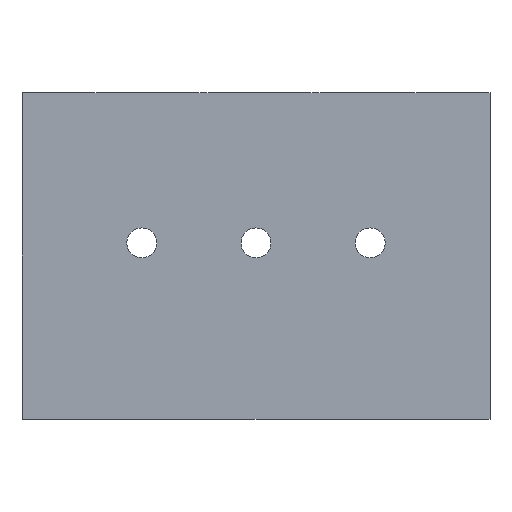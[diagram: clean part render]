
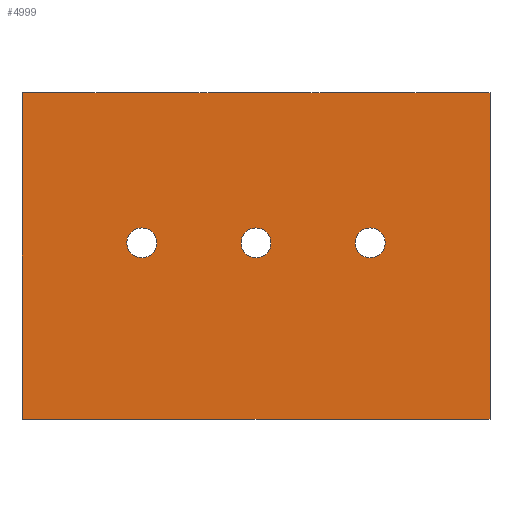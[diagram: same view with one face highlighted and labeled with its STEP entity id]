
A CAD part, front view. The second image highlights one B-rep face of the part: STEP entity #4999.
In plain terms, the highlighted planar face has unit normal (0, -1, 0).
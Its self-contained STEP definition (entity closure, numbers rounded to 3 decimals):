
#154 = DIRECTION ( 'NONE',  ( 0., 0., 1. ) ) ;
#157 = EDGE_CURVE ( 'NONE', #5392, #3847, #4420, .T. ) ;
#186 = CARTESIAN_POINT ( 'NONE',  ( 6.595, 0., -9. ) ) ;
#217 = CARTESIAN_POINT ( 'NONE',  ( 29.825, 0., -21.75 ) ) ;
#223 = DIRECTION ( 'NONE',  ( 0., -1., 0. ) ) ;
#258 = ORIENTED_EDGE ( 'NONE', *, *, #157, .F. ) ;
#370 = AXIS2_PLACEMENT_3D ( 'NONE', #3545, #1017, #3970 ) ;
#415 = EDGE_CURVE ( 'NONE', #3071, #2096, #4220, .T. ) ;
#437 = CIRCLE ( 'NONE', #3903, 1. ) ;
#572 = CIRCLE ( 'NONE', #790, 1. ) ;
#788 = ORIENTED_EDGE ( 'NONE', *, *, #1685, .F. ) ;
#789 = VERTEX_POINT ( 'NONE', #2619 ) ;
#790 = AXIS2_PLACEMENT_3D ( 'NONE', #2780, #223, #3211 ) ;
#962 = DIRECTION ( 'NONE',  ( 0., -1., 0. ) ) ;
#969 = DIRECTION ( 'NONE',  ( 0., -1., 0. ) ) ;
#990 = CARTESIAN_POINT ( 'NONE',  ( 21.835, 0., -11. ) ) ;
#1017 = DIRECTION ( 'NONE',  ( 0., -1., 0. ) ) ;
#1027 = ORIENTED_EDGE ( 'NONE', *, *, #2554, .F. ) ;
#1066 = VERTEX_POINT ( 'NONE', #4161 ) ;
#1150 = FACE_OUTER_BOUND ( 'NONE', #3092, .T. ) ;
#1205 = EDGE_CURVE ( 'NONE', #3525, #5392, #2468, .T. ) ;
#1278 = FACE_BOUND ( 'NONE', #4392, .T. ) ;
#1298 = CARTESIAN_POINT ( 'NONE',  ( 28.43, 0., 0. ) ) ;
#1358 = CARTESIAN_POINT ( 'NONE',  ( 14.215, 0., -10. ) ) ;
#1364 = DIRECTION ( 'NONE',  ( 0., 0., -1. ) ) ;
#1432 = CARTESIAN_POINT ( 'NONE',  ( 28.43, 0., 0. ) ) ;
#1514 = CARTESIAN_POINT ( 'NONE',  ( -1.395, 0., -21.75 ) ) ;
#1518 = EDGE_CURVE ( 'NONE', #1066, #3847, #1910, .T. ) ;
#1533 = AXIS2_PLACEMENT_3D ( 'NONE', #1432, #2702, #154 ) ;
#1685 = EDGE_CURVE ( 'NONE', #1066, #3525, #3218, .T. ) ;
#1786 = CARTESIAN_POINT ( 'NONE',  ( -1.395, 0., -21.75 ) ) ;
#1791 = DIRECTION ( 'NONE',  ( 0., 0., 1. ) ) ;
#1910 = LINE ( 'NONE', #1298, #2884 ) ;
#1936 = CARTESIAN_POINT ( 'NONE',  ( 14.215, 0., -9. ) ) ;
#2006 = ORIENTED_EDGE ( 'NONE', *, *, #4985, .F. ) ;
#2096 = VERTEX_POINT ( 'NONE', #3488 ) ;
#2116 = ORIENTED_EDGE ( 'NONE', *, *, #415, .F. ) ;
#2220 = CARTESIAN_POINT ( 'NONE',  ( 29.825, 0., 0. ) ) ;
#2277 = VECTOR ( 'NONE', #4066, 1000. ) ;
#2287 = PLANE ( 'NONE',  #1533 ) ;
#2293 = CARTESIAN_POINT ( 'NONE',  ( -1.395, 0., 0. ) ) ;
#2299 = EDGE_LOOP ( 'NONE', ( #1027, #3573 ) ) ;
#2330 = CARTESIAN_POINT ( 'NONE',  ( 21.835, 0., -9. ) ) ;
#2396 = ORIENTED_EDGE ( 'NONE', *, *, #4346, .F. ) ;
#2468 = LINE ( 'NONE', #4928, #4752 ) ;
#2507 = CIRCLE ( 'NONE', #3828, 1. ) ;
#2527 = ORIENTED_EDGE ( 'NONE', *, *, #1205, .F. ) ;
#2554 = EDGE_CURVE ( 'NONE', #3213, #2971, #5147, .T. ) ;
#2612 = DIRECTION ( 'NONE',  ( -1., 0., 0. ) ) ;
#2619 = CARTESIAN_POINT ( 'NONE',  ( 14.215, 0., -11. ) ) ;
#2633 = ORIENTED_EDGE ( 'NONE', *, *, #4884, .F. ) ;
#2702 = DIRECTION ( 'NONE',  ( 0., 1., 0. ) ) ;
#2760 = DIRECTION ( 'NONE',  ( -1., 0., 0. ) ) ;
#2780 = CARTESIAN_POINT ( 'NONE',  ( 21.835, 0., -10. ) ) ;
#2884 = VECTOR ( 'NONE', #2612, 1000. ) ;
#2971 = VERTEX_POINT ( 'NONE', #990 ) ;
#3071 = VERTEX_POINT ( 'NONE', #186 ) ;
#3078 = VECTOR ( 'NONE', #1364, 1000. ) ;
#3092 = EDGE_LOOP ( 'NONE', ( #4327, #258, #2527, #788 ) ) ;
#3201 = AXIS2_PLACEMENT_3D ( 'NONE', #4127, #3705, #3632 ) ;
#3211 = DIRECTION ( 'NONE',  ( 0., 0., 1. ) ) ;
#3213 = VERTEX_POINT ( 'NONE', #2330 ) ;
#3218 = LINE ( 'NONE', #2220, #3078 ) ;
#3399 = FACE_BOUND ( 'NONE', #4744, .T. ) ;
#3488 = CARTESIAN_POINT ( 'NONE',  ( 6.595, 0., -11. ) ) ;
#3492 = CARTESIAN_POINT ( 'NONE',  ( 14.215, 0., -10. ) ) ;
#3525 = VERTEX_POINT ( 'NONE', #217 ) ;
#3528 = EDGE_CURVE ( 'NONE', #2971, #3213, #572, .T. ) ;
#3537 = CIRCLE ( 'NONE', #370, 1. ) ;
#3545 = CARTESIAN_POINT ( 'NONE',  ( 6.595, 0., -10. ) ) ;
#3573 = ORIENTED_EDGE ( 'NONE', *, *, #3528, .F. ) ;
#3632 = DIRECTION ( 'NONE',  ( 0., 0., 1. ) ) ;
#3705 = DIRECTION ( 'NONE',  ( 0., -1., 0. ) ) ;
#3828 = AXIS2_PLACEMENT_3D ( 'NONE', #3492, #962, #3937 ) ;
#3847 = VERTEX_POINT ( 'NONE', #2293 ) ;
#3896 = VERTEX_POINT ( 'NONE', #1936 ) ;
#3903 = AXIS2_PLACEMENT_3D ( 'NONE', #1358, #4341, #1791 ) ;
#3937 = DIRECTION ( 'NONE',  ( 0., 0., 1. ) ) ;
#3955 = CARTESIAN_POINT ( 'NONE',  ( 6.595, 0., -10. ) ) ;
#3970 = DIRECTION ( 'NONE',  ( 0., 0., 1. ) ) ;
#4066 = DIRECTION ( 'NONE',  ( 0., 0., 1. ) ) ;
#4127 = CARTESIAN_POINT ( 'NONE',  ( 21.835, 0., -10. ) ) ;
#4161 = CARTESIAN_POINT ( 'NONE',  ( 29.825, 0., 0. ) ) ;
#4220 = CIRCLE ( 'NONE', #5132, 1. ) ;
#4327 = ORIENTED_EDGE ( 'NONE', *, *, #1518, .T. ) ;
#4341 = DIRECTION ( 'NONE',  ( 0., -1., 0. ) ) ;
#4346 = EDGE_CURVE ( 'NONE', #3896, #789, #2507, .T. ) ;
#4392 = EDGE_LOOP ( 'NONE', ( #2396, #2633 ) ) ;
#4420 = LINE ( 'NONE', #1514, #2277 ) ;
#4744 = EDGE_LOOP ( 'NONE', ( #2116, #2006 ) ) ;
#4752 = VECTOR ( 'NONE', #2760, 1000. ) ;
#4826 = DIRECTION ( 'NONE',  ( 0., 0., 1. ) ) ;
#4884 = EDGE_CURVE ( 'NONE', #789, #3896, #437, .T. ) ;
#4928 = CARTESIAN_POINT ( 'NONE',  ( 28.43, 0., -21.75 ) ) ;
#4985 = EDGE_CURVE ( 'NONE', #2096, #3071, #3537, .T. ) ;
#4999 = ADVANCED_FACE ( 'NONE', ( #5574, #1278, #3399, #1150 ), #2287, .F. ) ;
#5132 = AXIS2_PLACEMENT_3D ( 'NONE', #3955, #969, #4826 ) ;
#5147 = CIRCLE ( 'NONE', #3201, 1. ) ;
#5392 = VERTEX_POINT ( 'NONE', #1786 ) ;
#5574 = FACE_BOUND ( 'NONE', #2299, .T. ) ;
